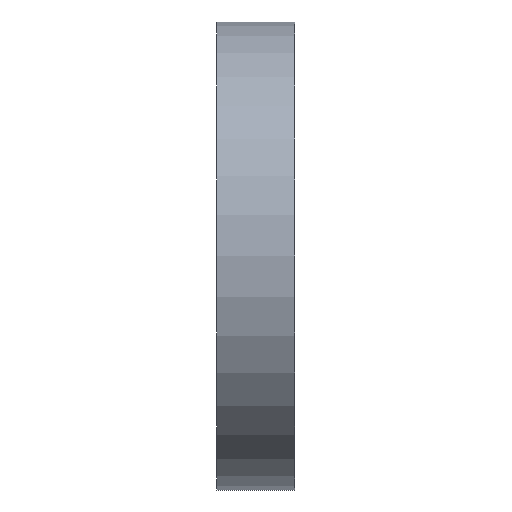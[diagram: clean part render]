
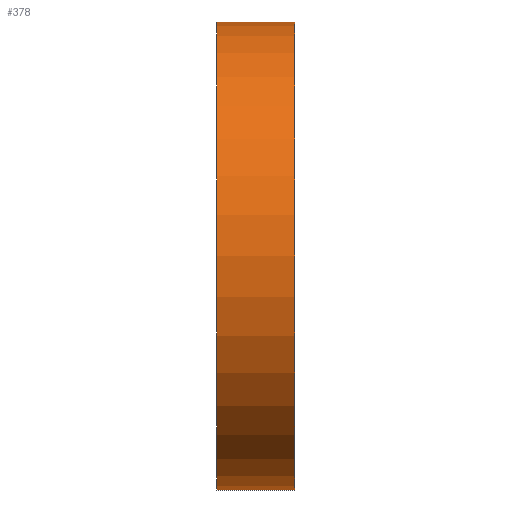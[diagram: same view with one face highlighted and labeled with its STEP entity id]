
A CAD part, left-side view. The second image highlights one B-rep face of the part: STEP entity #378.
In plain terms, the highlighted cylindrical face has radius 30 mm (diameter 60 mm), a partial arc.
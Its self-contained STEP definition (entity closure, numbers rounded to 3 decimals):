
#9 = VERTEX_POINT ( 'NONE', #509 ) ;
#13 = EDGE_LOOP ( 'NONE', ( #266, #148, #646, #156 ) ) ;
#41 = CARTESIAN_POINT ( 'NONE',  ( 0., 0., 0. ) ) ;
#46 = CARTESIAN_POINT ( 'NONE',  ( 0., 10., 30. ) ) ;
#48 = DIRECTION ( 'NONE',  ( 0., 1., 0. ) ) ;
#104 = VERTEX_POINT ( 'NONE', #190 ) ;
#106 = LINE ( 'NONE', #46, #585 ) ;
#137 = EDGE_CURVE ( 'NONE', #416, #9, #619, .T. ) ;
#148 = ORIENTED_EDGE ( 'NONE', *, *, #137, .F. ) ;
#156 = ORIENTED_EDGE ( 'NONE', *, *, #161, .T. ) ;
#161 = EDGE_CURVE ( 'NONE', #337, #104, #404, .T. ) ;
#165 = EDGE_CURVE ( 'NONE', #416, #337, #478, .T. ) ;
#190 = CARTESIAN_POINT ( 'NONE',  ( 0., 0., 30. ) ) ;
#194 = CARTESIAN_POINT ( 'NONE',  ( 0., 10., 0. ) ) ;
#197 = DIRECTION ( 'NONE',  ( 0., 1., 0. ) ) ;
#228 = AXIS2_PLACEMENT_3D ( 'NONE', #194, #197, #669 ) ;
#261 = DIRECTION ( 'NONE',  ( 0., 0., 1. ) ) ;
#266 = ORIENTED_EDGE ( 'NONE', *, *, #581, .F. ) ;
#280 = DIRECTION ( 'NONE',  ( 0., -1., 0. ) ) ;
#285 = FACE_OUTER_BOUND ( 'NONE', #13, .T. ) ;
#333 = CARTESIAN_POINT ( 'NONE',  ( 0., 10., -30. ) ) ;
#337 = VERTEX_POINT ( 'NONE', #389 ) ;
#378 = ADVANCED_FACE ( 'NONE', ( #285 ), #382, .T. ) ;
#382 = CYLINDRICAL_SURFACE ( 'NONE', #547, 30. ) ;
#389 = CARTESIAN_POINT ( 'NONE',  ( 0., 0., -30. ) ) ;
#404 = CIRCLE ( 'NONE', #473, 30. ) ;
#416 = VERTEX_POINT ( 'NONE', #333 ) ;
#433 = CARTESIAN_POINT ( 'NONE',  ( 0., 10., 0. ) ) ;
#473 = AXIS2_PLACEMENT_3D ( 'NONE', #41, #48, #261 ) ;
#478 = LINE ( 'NONE', #692, #607 ) ;
#509 = CARTESIAN_POINT ( 'NONE',  ( 0., 10., 30. ) ) ;
#547 = AXIS2_PLACEMENT_3D ( 'NONE', #433, #280, #551 ) ;
#551 = DIRECTION ( 'NONE',  ( 0., 0., -1. ) ) ;
#581 = EDGE_CURVE ( 'NONE', #9, #104, #106, .T. ) ;
#585 = VECTOR ( 'NONE', #639, 1000. ) ;
#607 = VECTOR ( 'NONE', #634, 1000. ) ;
#619 = CIRCLE ( 'NONE', #228, 30. ) ;
#634 = DIRECTION ( 'NONE',  ( 0., -1., 0. ) ) ;
#639 = DIRECTION ( 'NONE',  ( 0., -1., 0. ) ) ;
#646 = ORIENTED_EDGE ( 'NONE', *, *, #165, .T. ) ;
#669 = DIRECTION ( 'NONE',  ( 0., 0., 1. ) ) ;
#692 = CARTESIAN_POINT ( 'NONE',  ( 0., 10., -30. ) ) ;
